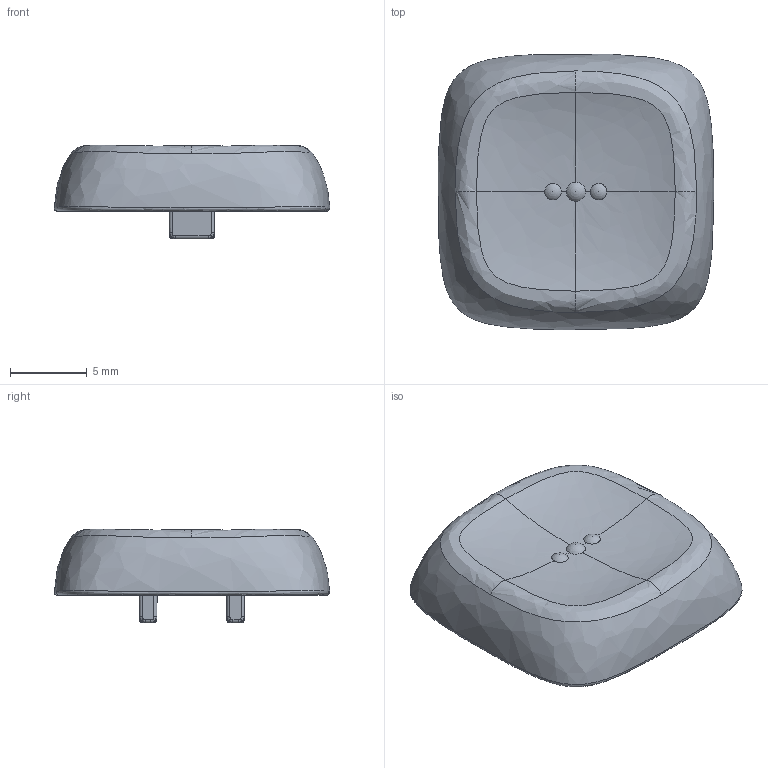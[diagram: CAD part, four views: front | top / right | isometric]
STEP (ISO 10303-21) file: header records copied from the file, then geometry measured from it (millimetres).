
FILE_DESCRIPTION(/* description */ (''),/* implementation_level */ '2;1');
FILE_NAME(/* name */ 'Choc_Stem_MX_Size_Normal_Homing_90deg.step',/* time_stamp */ '2025-07-13T22:12:10+07:00',/* author */ (''),/* organization */ (''),/* preprocessor_version */ 'ST-DEVELOPER v20.1',/* originating_system */ 'Autodesk Translation Framework v14.10.0.0',/* authorisation */ '');
FILE_SCHEMA (('AUTOMOTIVE_DESIGN { 1 0 10303 214 3 1 1 }'));
Length unit declared in the file: millimetre
Products named in the file (1): [MX] Normal Homing
Bounding box: 17.97 x 17.96 x 6.13 mm (x, y, z)
Volume: 638 mm3; surface area: 903.8 mm2
Topology: 1 solids, 1 shells, 155 faces, 393 edges, 242 vertices
Faces by surface type: bspline 114, cylinder 24, plane 14, sphere 3
Entity records: 25981 total; most frequent: CARTESIAN_POINT 22691, ORIENTED_EDGE 780, DIRECTION 543, EDGE_CURVE 390, AXIS2_PLACEMENT_3D 246, VERTEX_POINT 242, CIRCLE 204, EDGE_LOOP 160
